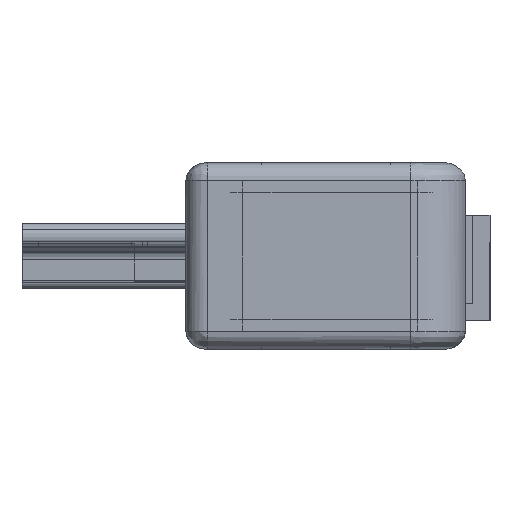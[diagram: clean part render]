
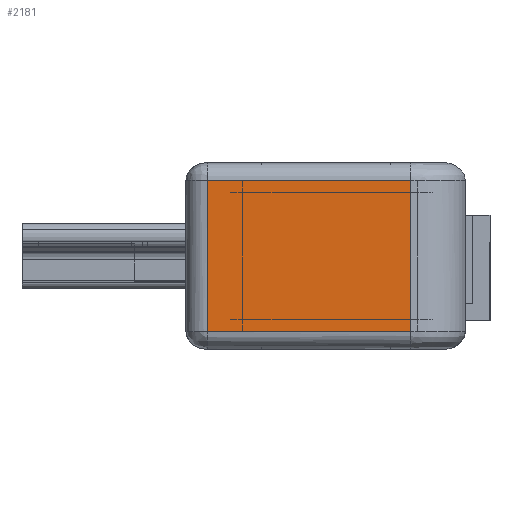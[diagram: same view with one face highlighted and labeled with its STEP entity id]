
A CAD part, front view. The second image highlights one B-rep face of the part: STEP entity #2181.
In plain terms, the highlighted face is planar.
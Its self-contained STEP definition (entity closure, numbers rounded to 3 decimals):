
#361 = EDGE_CURVE ( 'NONE', #2369, #8780, #1174, .T. ) ;
#1093 = CARTESIAN_POINT ( 'NONE',  ( 12.979, 4.343, -6.236 ) ) ;
#1174 = LINE ( 'NONE', #14108, #16470 ) ;
#1862 = CARTESIAN_POINT ( 'NONE',  ( 1.016, 3.51, -6.236 ) ) ;
#2181 = ADVANCED_FACE ( 'NONE', ( #6702 ), #18828, .F. ) ;
#2369 = VERTEX_POINT ( 'NONE', #1862 ) ;
#2577 = DIRECTION ( 'NONE',  ( 1., 0., 0. ) ) ;
#2977 = DIRECTION ( 'NONE',  ( -1., 0., 0. ) ) ;
#4353 = EDGE_LOOP ( 'NONE', ( #16951, #16136, #18889, #7949 ) ) ;
#4503 = VECTOR ( 'NONE', #14004, 1000. ) ;
#4943 = CARTESIAN_POINT ( 'NONE',  ( 1.016, -3.51, -6.236 ) ) ;
#5094 = VERTEX_POINT ( 'NONE', #10066 ) ;
#5545 = EDGE_CURVE ( 'NONE', #8780, #17517, #15646, .T. ) ;
#6702 = FACE_OUTER_BOUND ( 'NONE', #4353, .T. ) ;
#7154 = DIRECTION ( 'NONE',  ( 1., 0., 0. ) ) ;
#7949 = ORIENTED_EDGE ( 'NONE', *, *, #5545, .F. ) ;
#8780 = VERTEX_POINT ( 'NONE', #4943 ) ;
#8931 = AXIS2_PLACEMENT_3D ( 'NONE', #1093, #11437, #2577 ) ;
#10066 = CARTESIAN_POINT ( 'NONE',  ( 10.439, 3.51, -6.236 ) ) ;
#10352 = CARTESIAN_POINT ( 'NONE',  ( 12.979, 3.51, -6.236 ) ) ;
#11437 = DIRECTION ( 'NONE',  ( 0., 0., 1. ) ) ;
#12212 = VECTOR ( 'NONE', #7154, 1000. ) ;
#12401 = LINE ( 'NONE', #12534, #4503 ) ;
#12534 = CARTESIAN_POINT ( 'NONE',  ( 10.439, 4.343, -6.236 ) ) ;
#13147 = EDGE_CURVE ( 'NONE', #17517, #5094, #12401, .T. ) ;
#13411 = VECTOR ( 'NONE', #2977, 1000. ) ;
#13784 = DIRECTION ( 'NONE',  ( 0., -1., 0. ) ) ;
#14004 = DIRECTION ( 'NONE',  ( 0., 1., 0. ) ) ;
#14108 = CARTESIAN_POINT ( 'NONE',  ( 1.016, 4.343, -6.236 ) ) ;
#15153 = EDGE_CURVE ( 'NONE', #5094, #2369, #18299, .T. ) ;
#15646 = LINE ( 'NONE', #16014, #12212 ) ;
#16014 = CARTESIAN_POINT ( 'NONE',  ( 12.979, -3.51, -6.236 ) ) ;
#16136 = ORIENTED_EDGE ( 'NONE', *, *, #15153, .F. ) ;
#16470 = VECTOR ( 'NONE', #13784, 1000. ) ;
#16861 = CARTESIAN_POINT ( 'NONE',  ( 10.439, -3.51, -6.236 ) ) ;
#16951 = ORIENTED_EDGE ( 'NONE', *, *, #361, .F. ) ;
#17517 = VERTEX_POINT ( 'NONE', #16861 ) ;
#18299 = LINE ( 'NONE', #10352, #13411 ) ;
#18828 = PLANE ( 'NONE',  #8931 ) ;
#18889 = ORIENTED_EDGE ( 'NONE', *, *, #13147, .F. ) ;
